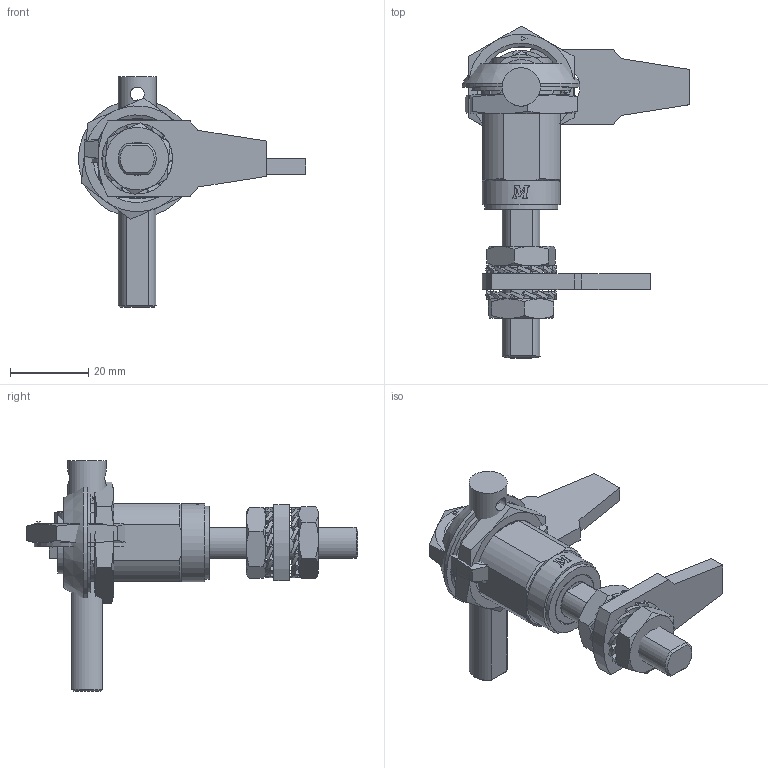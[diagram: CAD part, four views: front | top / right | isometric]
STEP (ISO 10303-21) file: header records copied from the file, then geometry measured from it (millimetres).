
FILE_DESCRIPTION( ( 'STEP AP203' ), '1' );
FILE_NAME( ' ', ' ', ( ' ' ), ( ' ' ), 'PSStep 10.0', ' ', ' ' );
FILE_SCHEMA( ( 'CONFIG_CONTROL_DESIGN' ) );
Length unit declared in the file: millimetre
Products named in the file (11): Assem1; 1; 2; 3; 4; 5; 6; 7; 8; 9; 10
Bounding box: 58 x 84.79 x 59 mm (x, y, z)
Volume: 39787.1 mm3; surface area: 34457.6 mm2
Topology: 22 solids, 22 shells, 678 faces, 1643 edges, 1035 vertices
Faces by surface type: bspline 248, plane 230, cylinder 94, cone 86, extrusion 20
Full cylindrical faces by diameter (mm): 3.6 x2, 5 x2, 8.5 x3, 9.8 x2, 9.95 x2, 10.5 x3, 12.2 x2, 12.4 x2, 14 x4, 15.8 x4, 16 x2, 16.6 x2, 17 x2, 18.7 x2, 20 x2, 20.6 x2, 27 x2, 30 x2
Entity records: 13189 total; most frequent: CARTESIAN_POINT 6866, ORIENTED_EDGE 1316, DIRECTION 913, EDGE_CURVE 658, VERTEX_POINT 430, AXIS2_PLACEMENT_3D 351, EDGE_LOOP 346, B_SPLINE_CURVE_WITH_KNOTS 322
